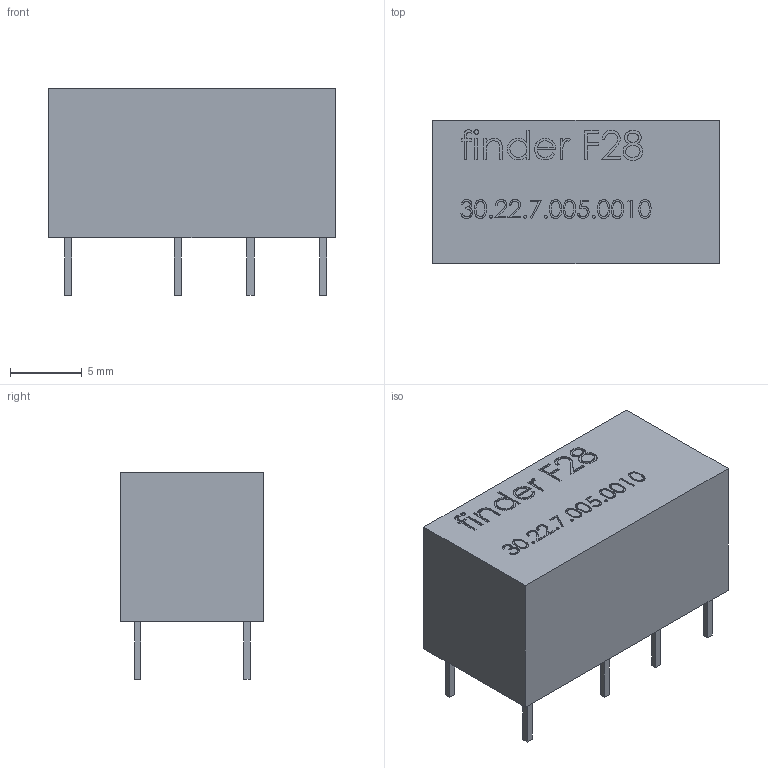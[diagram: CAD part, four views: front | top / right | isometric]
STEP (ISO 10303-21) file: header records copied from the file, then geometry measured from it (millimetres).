
FILE_DESCRIPTION (( 'STEP AP214' ), '1' );
FILE_NAME ('rele finder 30_22_7_005_0010.STEP', '2021-10-18T18:05:01', ( '' ), ( '' ), 'SwSTEP 2.0', 'SolidWorks 2020', '' );
FILE_SCHEMA (( 'AUTOMOTIVE_DESIGN' ));
Length unit declared in the file: millimetre
Products named in the file (1): rele finder 30_22_7_005_0010
Bounding box: 20 x 10 x 14.4 mm (x, y, z)
Volume: 2085.8 mm3; surface area: 1101.3 mm2
Topology: 9 solids, 9 shells, 342 faces, 864 edges, 576 vertices
Faces by surface type: plane 177, bspline 165
Entity records: 23590 total; most frequent: CARTESIAN_POINT 12612, ORIENTED_EDGE 1728, DIRECTION 890, EDGE_CURVE 864, VERTEX_POINT 576, VECTOR 534, LINE 534, EDGE_LOOP 378
